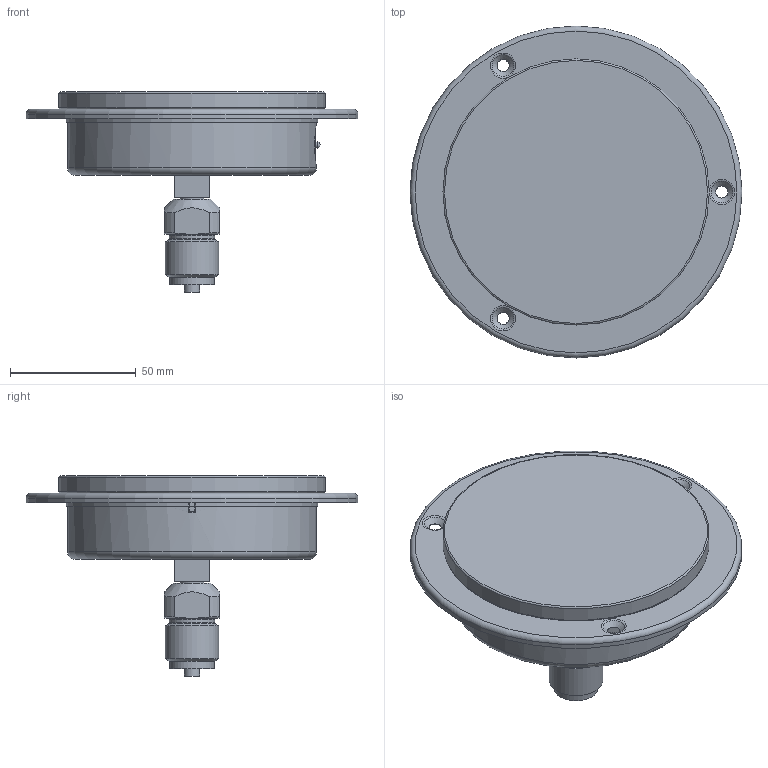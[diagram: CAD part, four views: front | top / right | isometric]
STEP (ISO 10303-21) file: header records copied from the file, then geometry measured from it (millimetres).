
FILE_DESCRIPTION(/* description */ (''),/* implementation_level */ '2;1');
FILE_NAME(/* name */ 'RF100EGly_D732_852XX732.stp',/* time_stamp */ '2018-01-24T13:48:31+01:00',/* author */ ('acgl'),/* organization */ (''),/* preprocessor_version */ 'ST-DEVELOPER v15.6',/* originating_system */ 'Autodesk Inventor 2015',/* authorisation */ '');
FILE_SCHEMA (('AUTOMOTIVE_DESIGN { 1 0 10303 214 3 1 1 }'));
Length unit declared in the file: centimetre
Products named in the file (1): RF100EGly_D732_852XX732
Bounding box: 132 x 132 x 79.6 mm (x, y, z)
Volume: 282043.3 mm3; surface area: 43224.1 mm2
Topology: 1 solids, 1 shells, 98 faces, 224 edges, 136 vertices
Faces by surface type: plane 27, cylinder 27, cone 18, torus 16, bspline 7, sphere 3
Full cylindrical faces by diameter (mm): 2.5 x1, 6 x1, 9.728 x1, 17.5 x1, 18 x1, 21.36 x1, 99 x1, 105.8 x1, 130.4 x1, 132 x1
Entity records: 2902 total; most frequent: CARTESIAN_POINT 784, DIRECTION 410, ORIENTED_EDGE 350, AXIS2_PLACEMENT_3D 183, EDGE_CURVE 175, EDGE_LOOP 153, VERTEX_POINT 128, FACE_OUTER_BOUND 98
